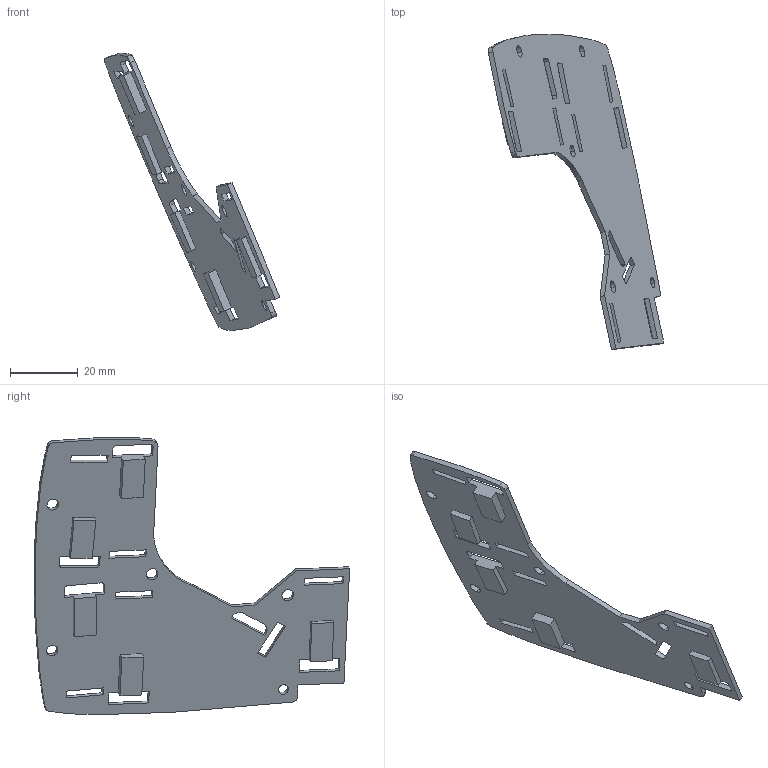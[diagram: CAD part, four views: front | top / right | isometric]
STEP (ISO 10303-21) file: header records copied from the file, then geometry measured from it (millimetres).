
FILE_DESCRIPTION (( 'STEP AP214' ), '1' );
FILE_NAME ('Locking Plate^Bionic Hand.STEP', '2022-06-21T23:49:07', ( '' ), ( '' ), 'SwSTEP 2.0', 'SolidWorks 2019', '' );
FILE_SCHEMA (( 'AUTOMOTIVE_DESIGN' ));
Length unit declared in the file: millimetre
Products named in the file (1): Locking Plate^Bionic Hand
Bounding box: 52.03 x 93.28 x 82.08 mm (x, y, z)
Volume: 8053.9 mm3; surface area: 11184.2 mm2
Topology: 1 solids, 1 shells, 117 faces, 343 edges, 228 vertices
Faces by surface type: plane 84, cylinder 25, bspline 8
Entity records: 3993 total; most frequent: CARTESIAN_POINT 801, ORIENTED_EDGE 686, DIRECTION 589, EDGE_CURVE 343, VECTOR 269, LINE 269, VERTEX_POINT 228, AXIS2_PLACEMENT_3D 160
